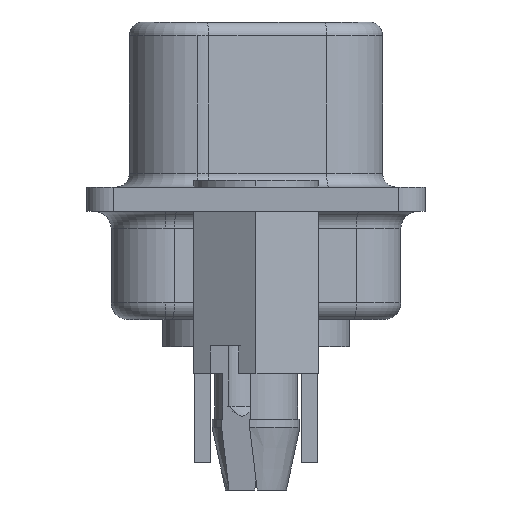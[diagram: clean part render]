
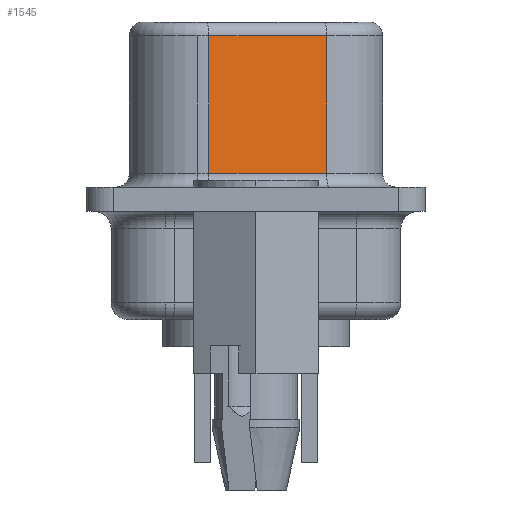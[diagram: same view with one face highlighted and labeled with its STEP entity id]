
A CAD part, left-side view. The second image highlights one B-rep face of the part: STEP entity #1545.
In plain terms, the highlighted planar face has unit normal (-0.985, -0.174, 0).
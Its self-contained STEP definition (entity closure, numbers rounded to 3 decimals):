
#1545 = ADVANCED_FACE ( 'NONE', ( #10219 ), #4599, .F. ) ;
#2727 = LINE ( 'NONE', #17523, #3117 ) ;
#3117 = VECTOR ( 'NONE', #17526, 1000. ) ;
#3853 = VECTOR ( 'NONE', #16573, 1000. ) ;
#4043 = LINE ( 'NONE', #16570, #3853 ) ;
#4379 = VECTOR ( 'NONE', #16746, 1000. ) ;
#4480 = LINE ( 'NONE', #16745, #4379 ) ;
#4585 = DIRECTION ( 'NONE',  ( 0.985, 0.174, 0. ) ) ;
#4598 = CARTESIAN_POINT ( 'NONE',  ( -19.972, 1.746, 6.55 ) ) ;
#4599 = PLANE ( 'NONE',  #8688 ) ;
#4602 = DIRECTION ( 'NONE',  ( -0.174, 0.985, 0. ) ) ;
#7323 = CARTESIAN_POINT ( 'NONE',  ( -19.972, 1.746, 6.05 ) ) ;
#7347 = DIRECTION ( 'NONE',  ( -0.174, 0.985, 0. ) ) ;
#7777 = EDGE_CURVE ( 'NONE', #12770, #12326, #10443, .T. ) ;
#8688 = AXIS2_PLACEMENT_3D ( 'NONE', #4598, #4585, #4602 ) ;
#9176 = ORIENTED_EDGE ( 'NONE', *, *, #12403, .T. ) ;
#9623 = ORIENTED_EDGE ( 'NONE', *, *, #11833, .F. ) ;
#9784 = ORIENTED_EDGE ( 'NONE', *, *, #11705, .T. ) ;
#9976 = ORIENTED_EDGE ( 'NONE', *, *, #7777, .T. ) ;
#10219 = FACE_OUTER_BOUND ( 'NONE', #12249, .T. ) ;
#10443 = LINE ( 'NONE', #7323, #10839 ) ;
#10839 = VECTOR ( 'NONE', #7347, 1000. ) ;
#11705 = EDGE_CURVE ( 'NONE', #12326, #13486, #4043, .T. ) ;
#11833 = EDGE_CURVE ( 'NONE', #12770, #12395, #4480, .T. ) ;
#12249 = EDGE_LOOP ( 'NONE', ( #9784, #9176, #9623, #9976 ) ) ;
#12326 = VERTEX_POINT ( 'NONE', #17425 ) ;
#12395 = VERTEX_POINT ( 'NONE', #17506 ) ;
#12403 = EDGE_CURVE ( 'NONE', #13486, #12395, #2727, .T. ) ;
#12770 = VERTEX_POINT ( 'NONE', #17930 ) ;
#13486 = VERTEX_POINT ( 'NONE', #18710 ) ;
#16570 = CARTESIAN_POINT ( 'NONE',  ( -19.972, 1.746, 6.55 ) ) ;
#16573 = DIRECTION ( 'NONE',  ( 0., 0., -1. ) ) ;
#16745 = CARTESIAN_POINT ( 'NONE',  ( -19.204, -2.614, 6.55 ) ) ;
#16746 = DIRECTION ( 'NONE',  ( 0., 0., -1. ) ) ;
#17425 = CARTESIAN_POINT ( 'NONE',  ( -19.972, 1.746, 6.05 ) ) ;
#17506 = CARTESIAN_POINT ( 'NONE',  ( -19.204, -2.614, 0.95 ) ) ;
#17523 = CARTESIAN_POINT ( 'NONE',  ( -19.204, -2.614, 0.95 ) ) ;
#17526 = DIRECTION ( 'NONE',  ( 0.174, -0.985, 0. ) ) ;
#17930 = CARTESIAN_POINT ( 'NONE',  ( -19.204, -2.614, 6.05 ) ) ;
#18710 = CARTESIAN_POINT ( 'NONE',  ( -19.972, 1.746, 0.95 ) ) ;
